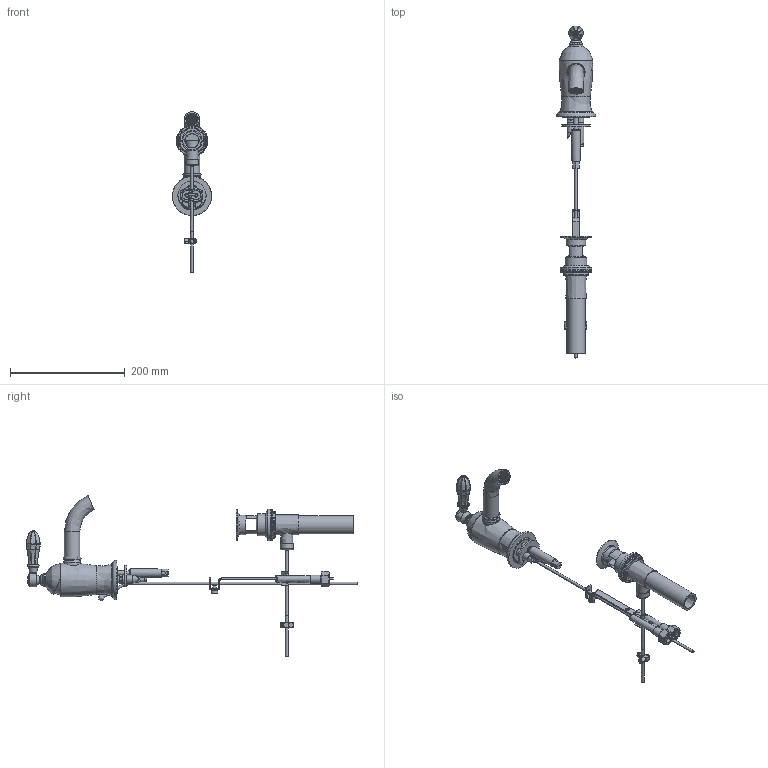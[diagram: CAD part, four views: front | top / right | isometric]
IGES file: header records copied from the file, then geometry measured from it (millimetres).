
Global section: file name: V2KALL09-GB; native system: Autodesk Inventor 2018; preprocessor: unknown; author: aduggalther; date: 20180314.094009; units: millimetre
Bounding box: 68.58 x 579.5 x 280.1 mm (x, y, z)
Volume: 513414.3 mm3; surface area: 221386.8 mm2
Topology: 39 solids, 42 shells, 2212 faces, 5815 edges, 3943 vertices
Faces by surface type: bspline 2212
